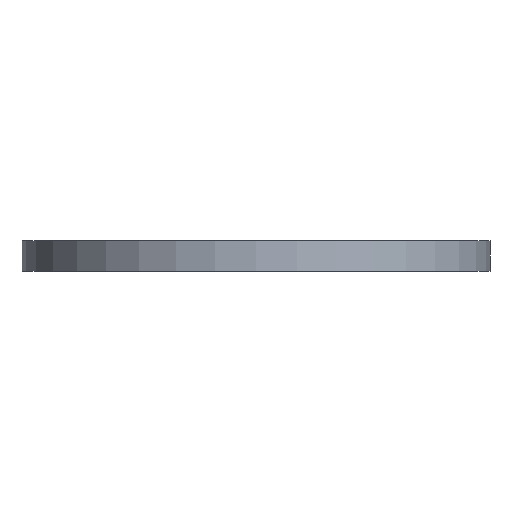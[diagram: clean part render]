
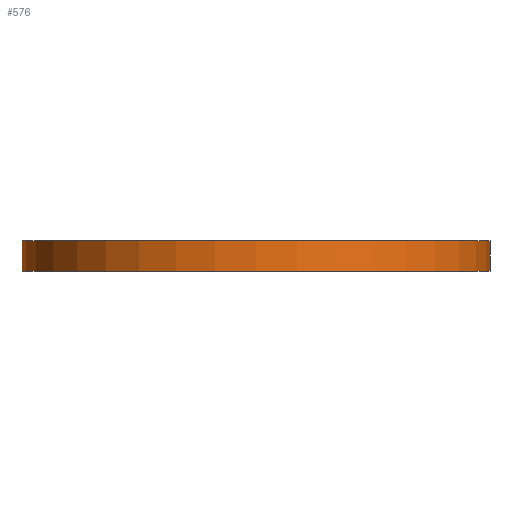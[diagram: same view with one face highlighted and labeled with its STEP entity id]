
A CAD part, front view. The second image highlights one B-rep face of the part: STEP entity #576.
In plain terms, the highlighted cylindrical face has radius 10 mm (diameter 20 mm), a partial arc.
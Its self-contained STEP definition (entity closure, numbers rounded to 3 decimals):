
#7 = CYLINDRICAL_SURFACE ( 'NONE', #476, 10. ) ;
#23 = DIRECTION ( 'NONE',  ( 1., 0., 0. ) ) ;
#55 = CIRCLE ( 'NONE', #305, 10. ) ;
#63 = EDGE_CURVE ( 'NONE', #446, #573, #459, .T. ) ;
#117 = EDGE_CURVE ( 'NONE', #450, #573, #55, .T. ) ;
#124 = DIRECTION ( 'NONE',  ( 0., 0., -1. ) ) ;
#149 = CARTESIAN_POINT ( 'NONE',  ( -10., 0., 0. ) ) ;
#172 = CARTESIAN_POINT ( 'NONE',  ( 0., 0., 1.3 ) ) ;
#192 = CARTESIAN_POINT ( 'NONE',  ( 10., 0., 1.3 ) ) ;
#226 = CARTESIAN_POINT ( 'NONE',  ( 10., 0., 0. ) ) ;
#255 = CARTESIAN_POINT ( 'NONE',  ( -10., 0., 1.3 ) ) ;
#282 = VECTOR ( 'NONE', #374, 1000. ) ;
#295 = ORIENTED_EDGE ( 'NONE', *, *, #117, .T. ) ;
#305 = AXIS2_PLACEMENT_3D ( 'NONE', #422, #622, #23 ) ;
#330 = VERTEX_POINT ( 'NONE', #540 ) ;
#344 = CARTESIAN_POINT ( 'NONE',  ( 0., 0., 1.3 ) ) ;
#346 = EDGE_CURVE ( 'NONE', #330, #450, #640, .T. ) ;
#374 = DIRECTION ( 'NONE',  ( 0., 0., -1. ) ) ;
#406 = DIRECTION ( 'NONE',  ( 1., 0., 0. ) ) ;
#422 = CARTESIAN_POINT ( 'NONE',  ( 0., 0., 0. ) ) ;
#446 = VERTEX_POINT ( 'NONE', #595 ) ;
#450 = VERTEX_POINT ( 'NONE', #149 ) ;
#459 = LINE ( 'NONE', #192, #533 ) ;
#473 = ORIENTED_EDGE ( 'NONE', *, *, #346, .T. ) ;
#476 = AXIS2_PLACEMENT_3D ( 'NONE', #172, #487, #661 ) ;
#487 = DIRECTION ( 'NONE',  ( 0., 0., -1. ) ) ;
#495 = FACE_OUTER_BOUND ( 'NONE', #505, .T. ) ;
#505 = EDGE_LOOP ( 'NONE', ( #615, #655, #473, #295 ) ) ;
#533 = VECTOR ( 'NONE', #124, 1000. ) ;
#540 = CARTESIAN_POINT ( 'NONE',  ( -10., 0., 1.3 ) ) ;
#573 = VERTEX_POINT ( 'NONE', #226 ) ;
#574 = DIRECTION ( 'NONE',  ( 0., 0., 1. ) ) ;
#576 = ADVANCED_FACE ( 'NONE', ( #495 ), #7, .T. ) ;
#595 = CARTESIAN_POINT ( 'NONE',  ( 10., 0., 1.3 ) ) ;
#615 = ORIENTED_EDGE ( 'NONE', *, *, #63, .F. ) ;
#622 = DIRECTION ( 'NONE',  ( 0., 0., 1. ) ) ;
#640 = LINE ( 'NONE', #255, #282 ) ;
#647 = EDGE_CURVE ( 'NONE', #330, #446, #652, .T. ) ;
#652 = CIRCLE ( 'NONE', #665, 10. ) ;
#655 = ORIENTED_EDGE ( 'NONE', *, *, #647, .F. ) ;
#661 = DIRECTION ( 'NONE',  ( -1., 0., 0. ) ) ;
#665 = AXIS2_PLACEMENT_3D ( 'NONE', #344, #574, #406 ) ;
